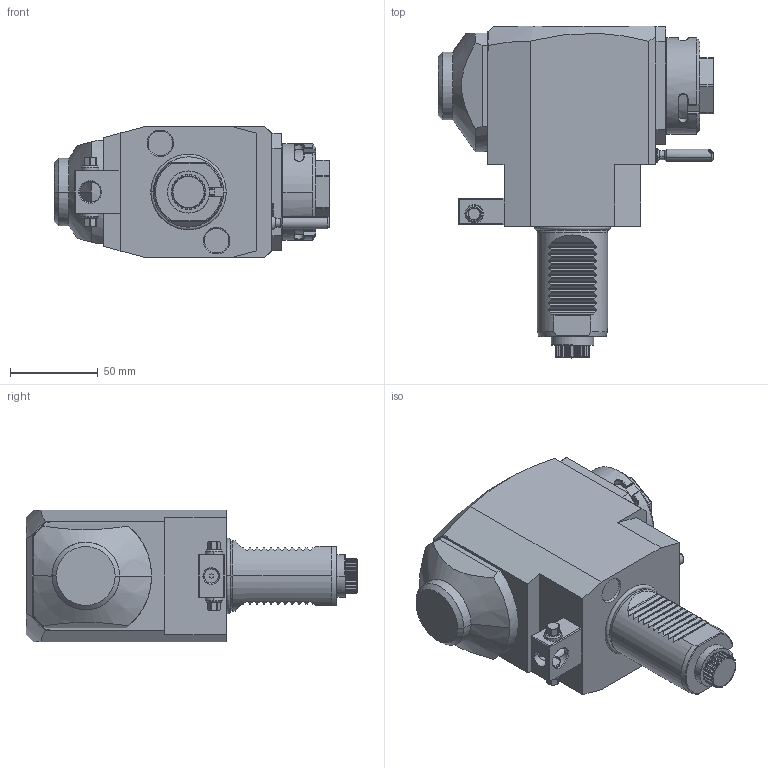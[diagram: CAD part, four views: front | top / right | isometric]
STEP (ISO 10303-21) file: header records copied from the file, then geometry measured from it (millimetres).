
FILE_DESCRIPTION((''),'2;1');
FILE_NAME('NGT1_40_235_32_3_3_80T','2024-10-22T',('vali'),('NOVA GRUP'),'PRO/ENGINEER BY PARAMETRIC TECHNOLOGY CORPORATION, 2010280','PRO/ENGINEER BY PARAMETRIC TECHNOLOGY CORPORATION, 2010280','');
FILE_SCHEMA(('CONFIG_CONTROL_DESIGN'));
Length unit declared in the file: millimetre
Products named in the file (1): NGT1_40_235_32_3_3_80T
Bounding box: 157 x 189 x 75 mm (x, y, z)
Volume: 972349.7 mm3; surface area: 73164.2 mm2
Topology: 1 solids, 1 shells, 512 faces, 1427 edges, 934 vertices
Faces by surface type: plane 228, cylinder 184, cone 85, bspline 8, torus 5, sphere 2
Entity records: 21217 total; most frequent: CARTESIAN_POINT 8573, ORIENTED_EDGE 2854, DIRECTION 2348, EDGE_CURVE 1427, VERTEX_POINT 934, AXIS2_PLACEMENT_3D 830, VECTOR 688, LINE 688
